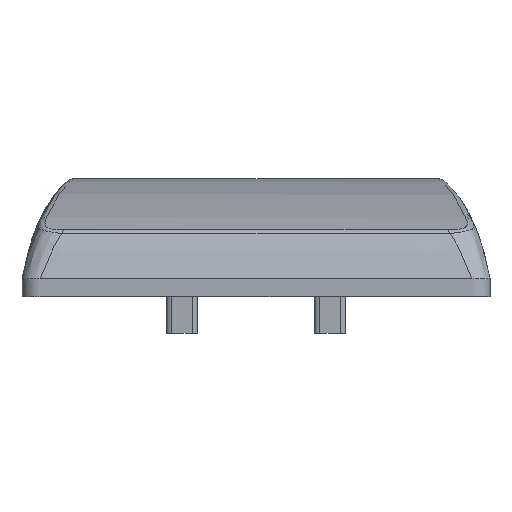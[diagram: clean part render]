
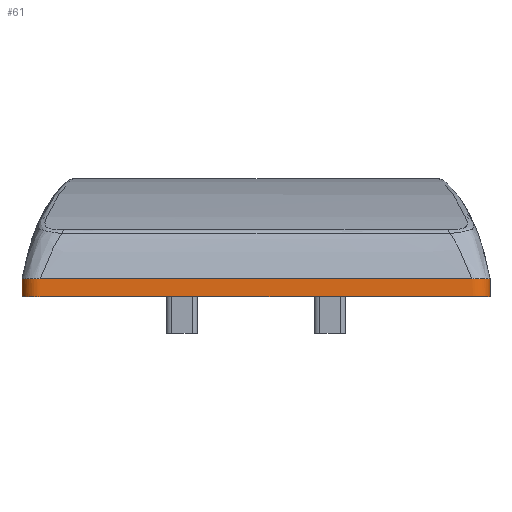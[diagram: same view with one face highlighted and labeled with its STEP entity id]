
A CAD part, front view. The second image highlights one B-rep face of the part: STEP entity #61.
In plain terms, the highlighted free-form (B-spline) face has degree [1, 2] with [2, 9] control points.
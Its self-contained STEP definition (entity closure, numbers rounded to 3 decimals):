
#61=ADVANCED_FACE('',(#143),#1280,.T.);
#143=FACE_OUTER_BOUND('',#227,.T.);
#227=EDGE_LOOP('',(#500,#501,#502,#503,#504,#505,#506));
#500=ORIENTED_EDGE('',*,*,#912,.T.);
#501=ORIENTED_EDGE('',*,*,#859,.T.);
#502=ORIENTED_EDGE('',*,*,#860,.T.);
#503=ORIENTED_EDGE('',*,*,#861,.T.);
#504=ORIENTED_EDGE('',*,*,#862,.T.);
#505=ORIENTED_EDGE('',*,*,#828,.F.);
#506=ORIENTED_EDGE('',*,*,#913,.F.);
#828=EDGE_CURVE('',#1212,#1213,#1074,.T.);
#859=EDGE_CURVE('',#1234,#1235,#1105,.T.);
#860=EDGE_CURVE('',#1235,#1236,#1106,.T.);
#861=EDGE_CURVE('',#1236,#1237,#1107,.T.);
#862=EDGE_CURVE('',#1237,#1213,#1108,.T.);
#912=EDGE_CURVE('',#1270,#1234,#1128,.T.);
#913=EDGE_CURVE('',#1270,#1212,#1129,.T.);
#1074=(
BOUNDED_CURVE()
B_SPLINE_CURVE(1,(#4310,#4311),.UNSPECIFIED.,.F.,.F.)
B_SPLINE_CURVE_WITH_KNOTS((2,2),(0.,0.7),.UNSPECIFIED.)
CURVE()
GEOMETRIC_REPRESENTATION_ITEM()
RATIONAL_B_SPLINE_CURVE((1.,1.))
REPRESENTATION_ITEM('')
);
#1105=(
BOUNDED_CURVE()
B_SPLINE_CURVE(2,(#4547,#4548,#4549),.UNSPECIFIED.,.F.,.F.)
B_SPLINE_CURVE_WITH_KNOTS((3,3),(35.399,36.499),
 .UNSPECIFIED.)
CURVE()
GEOMETRIC_REPRESENTATION_ITEM()
RATIONAL_B_SPLINE_CURVE((1.,0.707,1.))
REPRESENTATION_ITEM('')
);
#1106=(
BOUNDED_CURVE()
B_SPLINE_CURVE(2,(#4550,#4551,#4552),.UNSPECIFIED.,.F.,.F.)
B_SPLINE_CURVE_WITH_KNOTS((3,3),(36.499,53.099),
 .UNSPECIFIED.)
CURVE()
GEOMETRIC_REPRESENTATION_ITEM()
RATIONAL_B_SPLINE_CURVE((1.,1.,1.))
REPRESENTATION_ITEM('')
);
#1107=(
BOUNDED_CURVE()
B_SPLINE_CURVE(2,(#4553,#4554,#4555),.UNSPECIFIED.,.F.,.F.)
B_SPLINE_CURVE_WITH_KNOTS((3,3),(53.099,54.198),
 .UNSPECIFIED.)
CURVE()
GEOMETRIC_REPRESENTATION_ITEM()
RATIONAL_B_SPLINE_CURVE((1.,0.707,1.))
REPRESENTATION_ITEM('')
);
#1108=(
BOUNDED_CURVE()
B_SPLINE_CURVE(2,(#4556,#4557,#4558),.UNSPECIFIED.,.F.,.F.)
B_SPLINE_CURVE_WITH_KNOTS((3,3),(54.198,70.798),
 .UNSPECIFIED.)
CURVE()
GEOMETRIC_REPRESENTATION_ITEM()
RATIONAL_B_SPLINE_CURVE((1.,1.,1.))
REPRESENTATION_ITEM('')
);
#1128=(
BOUNDED_CURVE()
B_SPLINE_CURVE(1,(#5166,#5167),.UNSPECIFIED.,.F.,.F.)
B_SPLINE_CURVE_WITH_KNOTS((2,2),(0.,0.7),.UNSPECIFIED.)
CURVE()
GEOMETRIC_REPRESENTATION_ITEM()
RATIONAL_B_SPLINE_CURVE((1.,1.))
REPRESENTATION_ITEM('')
);
#1129=(
BOUNDED_CURVE()
B_SPLINE_CURVE(2,(#5168,#5169,#5170,#5171,#5172,#5173,#5174,#5175,#5176),
 .UNSPECIFIED.,.F.,.F.)
B_SPLINE_CURVE_WITH_KNOTS((3,2,2,2,3),(35.399,36.499,
53.099,54.198,70.798),.UNSPECIFIED.)
CURVE()
GEOMETRIC_REPRESENTATION_ITEM()
RATIONAL_B_SPLINE_CURVE((1.,0.707,1.,1.,1.,0.707,
1.,1.,1.))
REPRESENTATION_ITEM('')
);
#1212=VERTEX_POINT('',#3954);
#1213=VERTEX_POINT('',#3955);
#1234=VERTEX_POINT('',#3976);
#1235=VERTEX_POINT('',#3977);
#1236=VERTEX_POINT('',#3978);
#1237=VERTEX_POINT('',#3979);
#1270=VERTEX_POINT('',#4012);
#1280=(
BOUNDED_SURFACE()
B_SPLINE_SURFACE(1,2,((#1603,#1604,#1605,#1606,#1607,#1608,#1609,#1610,
#1611),(#1612,#1613,#1614,#1615,#1616,#1617,#1618,#1619,#1620)),
 .UNSPECIFIED.,.F.,.F.,.F.)
B_SPLINE_SURFACE_WITH_KNOTS((2,2),(3,2,2,2,3),(0.,0.7),(35.399,
36.499,53.099,54.198,70.798),
 .UNSPECIFIED.)
GEOMETRIC_REPRESENTATION_ITEM()
RATIONAL_B_SPLINE_SURFACE(((1.,0.707,1.,1.,1.,0.707,
1.,1.,1.),(1.,0.707,1.,1.,1.,0.707,1.,1.,1.)))
REPRESENTATION_ITEM('')
SURFACE()
);
#1603=CARTESIAN_POINT('',(34.5,-7.3,-0.4));
#1604=CARTESIAN_POINT('',(34.5,-8.,-0.4));
#1605=CARTESIAN_POINT('',(33.8,-8.,-0.4));
#1606=CARTESIAN_POINT('',(25.5,-8.,-0.4));
#1607=CARTESIAN_POINT('',(17.2,-8.,-0.4));
#1608=CARTESIAN_POINT('',(16.5,-8.,-0.4));
#1609=CARTESIAN_POINT('',(16.5,-7.3,-0.4));
#1610=CARTESIAN_POINT('',(16.5,1.,-0.4));
#1611=CARTESIAN_POINT('',(16.5,9.3,-0.4));
#1612=CARTESIAN_POINT('',(34.5,-7.3,0.3));
#1613=CARTESIAN_POINT('',(34.5,-8.,0.3));
#1614=CARTESIAN_POINT('',(33.8,-8.,0.3));
#1615=CARTESIAN_POINT('',(25.5,-8.,0.3));
#1616=CARTESIAN_POINT('',(17.2,-8.,0.3));
#1617=CARTESIAN_POINT('',(16.5,-8.,0.3));
#1618=CARTESIAN_POINT('',(16.5,-7.3,0.3));
#1619=CARTESIAN_POINT('',(16.5,1.,0.3));
#1620=CARTESIAN_POINT('',(16.5,9.3,0.3));
#3954=CARTESIAN_POINT('',(16.5,9.3,-0.4));
#3955=CARTESIAN_POINT('',(16.5,9.3,0.3));
#3976=CARTESIAN_POINT('',(34.5,-7.3,0.3));
#3977=CARTESIAN_POINT('',(33.8,-8.,0.3));
#3978=CARTESIAN_POINT('',(17.2,-8.,0.3));
#3979=CARTESIAN_POINT('',(16.5,-7.3,0.3));
#4012=CARTESIAN_POINT('',(34.5,-7.3,-0.4));
#4310=CARTESIAN_POINT('',(16.5,9.3,-0.4));
#4311=CARTESIAN_POINT('',(16.5,9.3,0.3));
#4547=CARTESIAN_POINT('',(34.5,-7.3,0.3));
#4548=CARTESIAN_POINT('',(34.5,-8.,0.3));
#4549=CARTESIAN_POINT('',(33.8,-8.,0.3));
#4550=CARTESIAN_POINT('',(33.8,-8.,0.3));
#4551=CARTESIAN_POINT('',(25.5,-8.,0.3));
#4552=CARTESIAN_POINT('',(17.2,-8.,0.3));
#4553=CARTESIAN_POINT('',(17.2,-8.,0.3));
#4554=CARTESIAN_POINT('',(16.5,-8.,0.3));
#4555=CARTESIAN_POINT('',(16.5,-7.3,0.3));
#4556=CARTESIAN_POINT('',(16.5,-7.3,0.3));
#4557=CARTESIAN_POINT('',(16.5,1.,0.3));
#4558=CARTESIAN_POINT('',(16.5,9.3,0.3));
#5166=CARTESIAN_POINT('',(34.5,-7.3,-0.4));
#5167=CARTESIAN_POINT('',(34.5,-7.3,0.3));
#5168=CARTESIAN_POINT('',(34.5,-7.3,-0.4));
#5169=CARTESIAN_POINT('',(34.5,-8.,-0.4));
#5170=CARTESIAN_POINT('',(33.8,-8.,-0.4));
#5171=CARTESIAN_POINT('',(25.5,-8.,-0.4));
#5172=CARTESIAN_POINT('',(17.2,-8.,-0.4));
#5173=CARTESIAN_POINT('',(16.5,-8.,-0.4));
#5174=CARTESIAN_POINT('',(16.5,-7.3,-0.4));
#5175=CARTESIAN_POINT('',(16.5,1.,-0.4));
#5176=CARTESIAN_POINT('',(16.5,9.3,-0.4));
